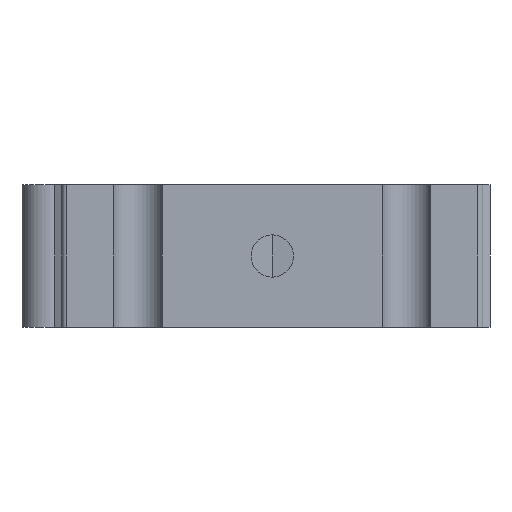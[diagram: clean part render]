
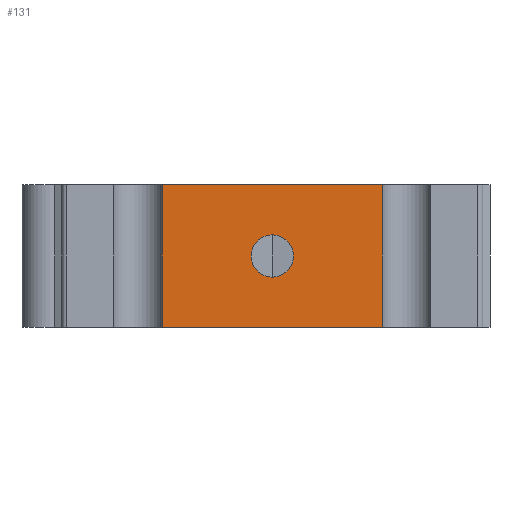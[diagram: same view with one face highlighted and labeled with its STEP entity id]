
A CAD part, front view. The second image highlights one B-rep face of the part: STEP entity #131.
In plain terms, the highlighted planar face has unit normal (0, -1, 0).
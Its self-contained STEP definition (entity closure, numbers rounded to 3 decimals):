
#131 = ADVANCED_FACE( '', ( #347, #348 ), #349, .F. );
#347 = FACE_BOUND( '', #652, .T. );
#348 = FACE_OUTER_BOUND( '', #653, .T. );
#349 = PLANE( '', #654 );
#652 = EDGE_LOOP( '', ( #978 ) );
#653 = EDGE_LOOP( '', ( #979, #980, #981, #982 ) );
#654 = AXIS2_PLACEMENT_3D( '', #983, #984, #985 );
#978 = ORIENTED_EDGE( '', *, *, #1907, .F. );
#979 = ORIENTED_EDGE( '', *, *, #1908, .T. );
#980 = ORIENTED_EDGE( '', *, *, #1909, .F. );
#981 = ORIENTED_EDGE( '', *, *, #1910, .F. );
#982 = ORIENTED_EDGE( '', *, *, #1911, .T. );
#983 = CARTESIAN_POINT( '', ( -16.944, -35., 11. ) );
#984 = DIRECTION( '', ( 0., 1., 0. ) );
#985 = DIRECTION( '', ( 0., 0., 1. ) );
#1907 = EDGE_CURVE( '', #2304, #2304, #2305, .T. );
#1908 = EDGE_CURVE( '', #2306, #2307, #2308, .T. );
#1909 = EDGE_CURVE( '', #2309, #2307, #2310, .T. );
#1910 = EDGE_CURVE( '', #2311, #2309, #2312, .T. );
#1911 = EDGE_CURVE( '', #2311, #2306, #2313, .T. );
#2304 = VERTEX_POINT( '', #2918 );
#2305 = CIRCLE( '', #2919, 3.25 );
#2306 = VERTEX_POINT( '', #2920 );
#2307 = VERTEX_POINT( '', #2921 );
#2308 = LINE( '', #2922, #2923 );
#2309 = VERTEX_POINT( '', #2924 );
#2310 = LINE( '', #2925, #2926 );
#2311 = VERTEX_POINT( '', #2927 );
#2312 = LINE( '', #2928, #2929 );
#2313 = LINE( '', #2930, #2931 );
#2918 = CARTESIAN_POINT( '', ( 0., -35., -3.25 ) );
#2919 = AXIS2_PLACEMENT_3D( '', #3847, #3848, #3849 );
#2920 = CARTESIAN_POINT( '', ( -16.944, -35., -11. ) );
#2921 = CARTESIAN_POINT( '', ( 16.944, -35., -11. ) );
#2922 = CARTESIAN_POINT( '', ( -16.944, -35., -11. ) );
#2923 = VECTOR( '', #3850, 1000. );
#2924 = CARTESIAN_POINT( '', ( 16.944, -35., 11. ) );
#2925 = CARTESIAN_POINT( '', ( 16.944, -35., 11. ) );
#2926 = VECTOR( '', #3851, 1000. );
#2927 = CARTESIAN_POINT( '', ( -16.944, -35., 11. ) );
#2928 = CARTESIAN_POINT( '', ( -16.944, -35., 11. ) );
#2929 = VECTOR( '', #3852, 1000. );
#2930 = CARTESIAN_POINT( '', ( -16.944, -35., 11. ) );
#2931 = VECTOR( '', #3853, 1000. );
#3847 = CARTESIAN_POINT( '', ( 0., -35., 0. ) );
#3848 = DIRECTION( '', ( 0., -1., 0. ) );
#3849 = DIRECTION( '', ( 0., 0., -1. ) );
#3850 = DIRECTION( '', ( 1., 0., 0. ) );
#3851 = DIRECTION( '', ( 0., 0., -1. ) );
#3852 = DIRECTION( '', ( 1., 0., 0. ) );
#3853 = DIRECTION( '', ( 0., 0., -1. ) );
